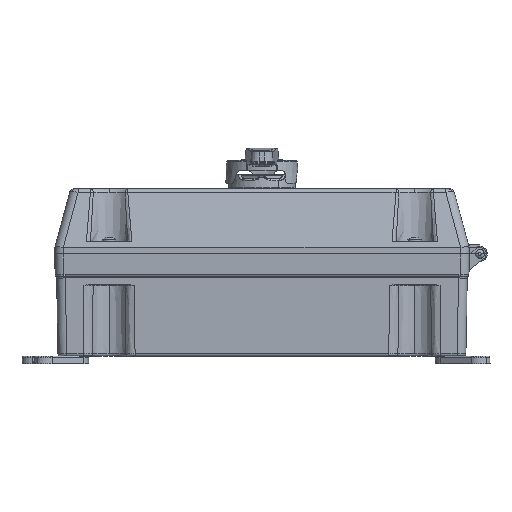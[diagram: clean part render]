
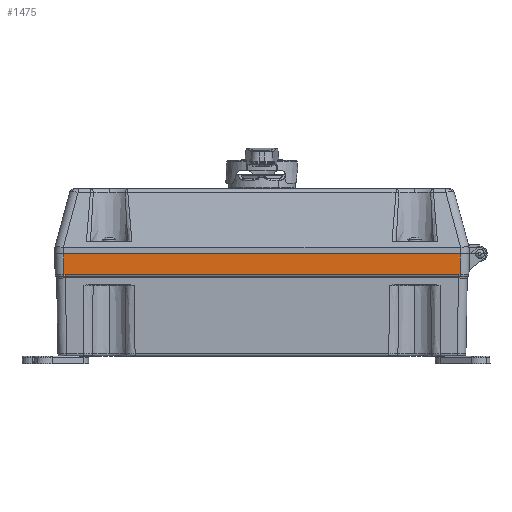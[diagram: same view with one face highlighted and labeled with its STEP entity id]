
A CAD part, left-side view. The second image highlights one B-rep face of the part: STEP entity #1475.
In plain terms, the highlighted planar face has unit normal (-1, 0, -0.018).
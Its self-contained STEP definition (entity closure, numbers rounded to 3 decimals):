
#30 = EDGE_CURVE ( 'NONE', #18208, #41155, #41301, .T. ) ;
#1475 = ADVANCED_FACE ( 'NONE', ( #27077 ), #61170, .T. ) ;
#2335 = ORIENTED_EDGE ( 'NONE', *, *, #13105, .T. ) ;
#3545 = CARTESIAN_POINT ( 'NONE',  ( -87.297, 181.24, 74.895 ) ) ;
#4761 = CARTESIAN_POINT ( 'NONE',  ( -87.297, -180.776, 74.895 ) ) ;
#5768 = CARTESIAN_POINT ( 'NONE',  ( -87.63, -190.5, 94. ) ) ;
#9119 = CARTESIAN_POINT ( 'NONE',  ( -87.297, -181.24, 74.895 ) ) ;
#9328 = CARTESIAN_POINT ( 'NONE',  ( -87.297, -181.704, 74.911 ) ) ;
#9698 = CARTESIAN_POINT ( 'NONE',  ( -87.632, -182.504, 94.14 ) ) ;
#11165 = CARTESIAN_POINT ( 'NONE',  ( -87.297, -190.5, 74.895 ) ) ;
#11456 = ORIENTED_EDGE ( 'NONE', *, *, #13923, .T. ) ;
#11556 = EDGE_CURVE ( 'NONE', #47500, #18208, #54671, .T. ) ;
#11659 = VECTOR ( 'NONE', #57785, 1000. ) ;
#11768 = CARTESIAN_POINT ( 'NONE',  ( -87.297, 180.776, 74.895 ) ) ;
#13105 = EDGE_CURVE ( 'NONE', #41155, #21804, #52195, .T. ) ;
#13923 = EDGE_CURVE ( 'NONE', #48130, #20217, #29801, .T. ) ;
#14617 = DIRECTION ( 'NONE',  ( 0., -1., 0. ) ) ;
#16282 = VECTOR ( 'NONE', #50351, 1000. ) ;
#16847 = CARTESIAN_POINT ( 'NONE',  ( -87.297, 181.704, 74.911 ) ) ;
#18208 = VERTEX_POINT ( 'NONE', #61370 ) ;
#20217 = VERTEX_POINT ( 'NONE', #58374 ) ;
#21804 = VERTEX_POINT ( 'NONE', #4761 ) ;
#25022 = DIRECTION ( 'NONE',  ( -1., 0., -0.017 ) ) ;
#26308 = CARTESIAN_POINT ( 'NONE',  ( -87.297, -182.168, 74.932 ) ) ;
#27077 = FACE_OUTER_BOUND ( 'NONE', #40313, .T. ) ;
#27109 = ORIENTED_EDGE ( 'NONE', *, *, #65297, .F. ) ;
#27167 = VECTOR ( 'NONE', #14617, 1000. ) ;
#29801 = LINE ( 'NONE', #9698, #16282 ) ;
#34641 = CARTESIAN_POINT ( 'NONE',  ( -87.297, -180.776, 74.895 ) ) ;
#35603 = CARTESIAN_POINT ( 'NONE',  ( -87.516, 182.388, 87.493 ) ) ;
#36360 = DIRECTION ( 'NONE',  ( -0.017, 0., 1. ) ) ;
#40313 = EDGE_LOOP ( 'NONE', ( #2335, #42625, #11456, #27109, #48188, #65618 ) ) ;
#40751 = DIRECTION ( 'NONE',  ( 0.017, -0.017, -1. ) ) ;
#41155 = VERTEX_POINT ( 'NONE', #47550 ) ;
#41213 = VECTOR ( 'NONE', #40751, 1000. ) ;
#41301 = B_SPLINE_CURVE_WITH_KNOTS ( 'NONE', 3,
 ( #48196, #16847, #3545, #11768 ),
 .UNSPECIFIED., .F., .F.,
 ( 4, 4 ),
 ( 0., 0.001 ),
 .UNSPECIFIED. ) ;
#42625 = ORIENTED_EDGE ( 'NONE', *, *, #56050, .T. ) ;
#44916 = CARTESIAN_POINT ( 'NONE',  ( -87.297, -182.168, 74.932 ) ) ;
#47500 = VERTEX_POINT ( 'NONE', #56945 ) ;
#47550 = CARTESIAN_POINT ( 'NONE',  ( -87.297, 180.776, 74.895 ) ) ;
#48130 = VERTEX_POINT ( 'NONE', #26308 ) ;
#48188 = ORIENTED_EDGE ( 'NONE', *, *, #11556, .T. ) ;
#48196 = CARTESIAN_POINT ( 'NONE',  ( -87.297, 182.168, 74.932 ) ) ;
#50211 = CARTESIAN_POINT ( 'NONE',  ( -87.63, -190.5, 94. ) ) ;
#50323 = B_SPLINE_CURVE_WITH_KNOTS ( 'NONE', 3,
 ( #34641, #9119, #9328, #44916 ),
 .UNSPECIFIED., .F., .F.,
 ( 4, 4 ),
 ( 0., 0.001 ),
 .UNSPECIFIED. ) ;
#50351 = DIRECTION ( 'NONE',  ( -0.017, -0.017, 1. ) ) ;
#52195 = LINE ( 'NONE', #11165, #11659 ) ;
#52646 = LINE ( 'NONE', #50211, #27167 ) ;
#54671 = LINE ( 'NONE', #35603, #41213 ) ;
#56050 = EDGE_CURVE ( 'NONE', #21804, #48130, #50323, .T. ) ;
#56231 = AXIS2_PLACEMENT_3D ( 'NONE', #5768, #25022, #36360 ) ;
#56945 = CARTESIAN_POINT ( 'NONE',  ( -87.63, 182.501, 94. ) ) ;
#57785 = DIRECTION ( 'NONE',  ( 0., -1., 0. ) ) ;
#58374 = CARTESIAN_POINT ( 'NONE',  ( -87.63, -182.501, 94. ) ) ;
#61170 = PLANE ( 'NONE',  #56231 ) ;
#61370 = CARTESIAN_POINT ( 'NONE',  ( -87.297, 182.168, 74.932 ) ) ;
#65297 = EDGE_CURVE ( 'NONE', #47500, #20217, #52646, .T. ) ;
#65618 = ORIENTED_EDGE ( 'NONE', *, *, #30, .T. ) ;
